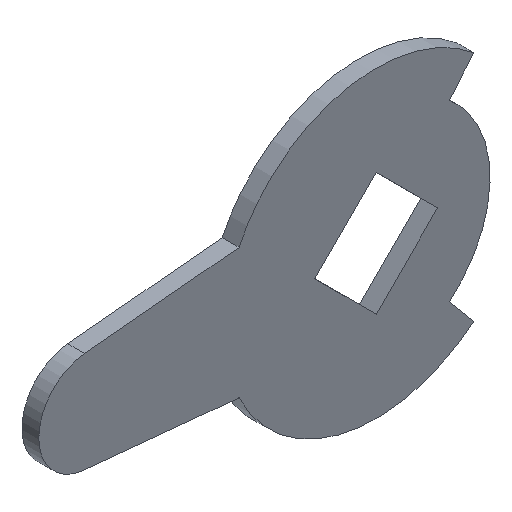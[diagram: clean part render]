
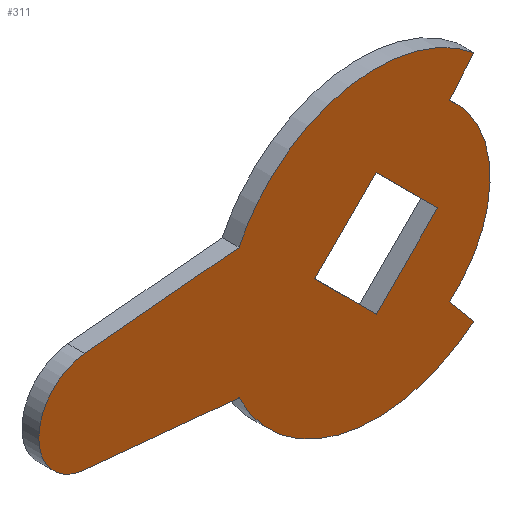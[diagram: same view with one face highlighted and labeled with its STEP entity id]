
A CAD part, isometric view. The second image highlights one B-rep face of the part: STEP entity #311.
In plain terms, the highlighted free-form (B-spline) face has degree [1, 1] with [2, 2] control points.
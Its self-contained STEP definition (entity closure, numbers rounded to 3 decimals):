
#178=CARTESIAN_POINT('',(-42.673,-2.0,19.79));
#179=CARTESIAN_POINT('',(16.172,-2.0,19.79));
#180=CARTESIAN_POINT('',(-42.673,-2.0,-19.79));
#181=CARTESIAN_POINT('',(16.172,-2.0,-19.79));
#182=B_SPLINE_SURFACE_WITH_KNOTS('',1,1,((#178,#180),(#179,#181)),.UNSPECIFIED.,.F.,.F.,.U.,(2,2),(2,2),(0.0,58.845),(0.0,39.58),.UNSPECIFIED.);
#183=CARTESIAN_POINT('',(-16.259,-2.0,7.722));
#184=VERTEX_POINT('',#183);
#185=CARTESIAN_POINT('',(-34.571,-2.0,5.973));
#186=VERTEX_POINT('',#185);
#187=CARTESIAN_POINT('',(-16.259,-2.0,7.722));
#188=CARTESIAN_POINT('',(-34.571,-2.0,5.973));
#189=QUASI_UNIFORM_CURVE('',1,(#187,#188),.UNSPECIFIED.,.F.,.U.);
#190=EDGE_CURVE('',#184,#186,#189,.T.);
#191=ORIENTED_EDGE('',*,*,#190,.T.);
#192=CARTESIAN_POINT('',(-34.571,-2.0,-5.973));
#193=VERTEX_POINT('',#192);
#194=CARTESIAN_POINT('',(-34.571,-2.0,5.973));
#195=CARTESIAN_POINT('',(-40.,-2.,5.454));
#196=CARTESIAN_POINT('',(-40.,-2.0,0.));
#197=CARTESIAN_POINT('',(-40.,-2.,-5.454));
#198=CARTESIAN_POINT('',(-34.571,-2.0,-5.973));
#206=(BOUNDED_CURVE()B_SPLINE_CURVE(2,(#194,#195,#196,#197,#198),.UNSPECIFIED.,.F.,.U.)B_SPLINE_CURVE_WITH_KNOTS((3,2,3),(0.0,0.5,1.0),.UNSPECIFIED.)CURVE()GEOMETRIC_REPRESENTATION_ITEM()RATIONAL_B_SPLINE_CURVE((1.0,0.74,1.0,0.74,1.0))REPRESENTATION_ITEM(''));
#207=EDGE_CURVE('',#186,#193,#206,.T.);
#208=ORIENTED_EDGE('',*,*,#207,.T.);
#209=CARTESIAN_POINT('',(-16.259,-2.0,-7.722));
#210=VERTEX_POINT('',#209);
#211=CARTESIAN_POINT('',(-34.571,-2.0,-5.973));
#212=CARTESIAN_POINT('',(-16.259,-2.0,-7.722));
#213=QUASI_UNIFORM_CURVE('',1,(#211,#212),.UNSPECIFIED.,.F.,.U.);
#214=EDGE_CURVE('',#193,#210,#213,.T.);
#215=ORIENTED_EDGE('',*,*,#214,.T.);
#216=CARTESIAN_POINT('',(11.57,-2.0,-13.789));
#217=VERTEX_POINT('',#216);
#218=CARTESIAN_POINT('',(-16.259,-2.0,-7.722));
#219=CARTESIAN_POINT('',(-12.468,-2.,-15.705));
#220=CARTESIAN_POINT('',(-3.834,-2.0,-17.587));
#221=CARTESIAN_POINT('',(4.801,-2.,-19.469));
#222=CARTESIAN_POINT('',(11.57,-2.0,-13.789));
#230=(BOUNDED_CURVE()B_SPLINE_CURVE(2,(#218,#219,#220,#221,#222),.UNSPECIFIED.,.F.,.U.)B_SPLINE_CURVE_WITH_KNOTS((3,2,3),(0.0,0.5,1.0),.UNSPECIFIED.)CURVE()GEOMETRIC_REPRESENTATION_ITEM()RATIONAL_B_SPLINE_CURVE((1.0,0.898,1.0,0.898,1.0))REPRESENTATION_ITEM(''));
#231=EDGE_CURVE('',#210,#217,#230,.T.);
#232=ORIENTED_EDGE('',*,*,#231,.T.);
#233=CARTESIAN_POINT('',(8.678,-2.0,-10.342));
#234=VERTEX_POINT('',#233);
#235=CARTESIAN_POINT('',(11.57,-2.0,-13.789));
#236=CARTESIAN_POINT('',(8.678,-2.0,-10.342));
#237=QUASI_UNIFORM_CURVE('',1,(#235,#236),.UNSPECIFIED.,.F.,.U.);
#238=EDGE_CURVE('',#217,#234,#237,.T.);
#239=ORIENTED_EDGE('',*,*,#238,.T.);
#240=CARTESIAN_POINT('',(8.678,-2.0,10.342));
#241=VERTEX_POINT('',#240);
#242=CARTESIAN_POINT('',(8.678,-2.0,-10.342));
#243=CARTESIAN_POINT('',(13.5,-2.,-6.295));
#244=CARTESIAN_POINT('',(13.5,-2.0,0.0));
#245=CARTESIAN_POINT('',(13.5,-2.,6.295));
#246=CARTESIAN_POINT('',(8.678,-2.0,10.342));
#254=(BOUNDED_CURVE()B_SPLINE_CURVE(2,(#242,#243,#244,#245,#246),.UNSPECIFIED.,.F.,.U.)B_SPLINE_CURVE_WITH_KNOTS((3,2,3),(0.0,0.5,1.0),.UNSPECIFIED.)CURVE()GEOMETRIC_REPRESENTATION_ITEM()RATIONAL_B_SPLINE_CURVE((1.0,0.906,1.0,0.906,1.0))REPRESENTATION_ITEM(''));
#255=EDGE_CURVE('',#234,#241,#254,.T.);
#256=ORIENTED_EDGE('',*,*,#255,.T.);
#257=CARTESIAN_POINT('',(11.57,-2.0,13.789));
#258=VERTEX_POINT('',#257);
#259=CARTESIAN_POINT('',(8.678,-2.0,10.342));
#260=CARTESIAN_POINT('',(11.57,-2.0,13.789));
#261=QUASI_UNIFORM_CURVE('',1,(#259,#260),.UNSPECIFIED.,.F.,.U.);
#262=EDGE_CURVE('',#241,#258,#261,.T.);
#263=ORIENTED_EDGE('',*,*,#262,.T.);
#264=CARTESIAN_POINT('',(11.57,-2.0,13.789));
#265=CARTESIAN_POINT('',(4.801,-2.,19.469));
#266=CARTESIAN_POINT('',(-3.834,-2.0,17.587));
#267=CARTESIAN_POINT('',(-12.468,-2.,15.705));
#268=CARTESIAN_POINT('',(-16.259,-2.0,7.722));
#276=(BOUNDED_CURVE()B_SPLINE_CURVE(2,(#264,#265,#266,#267,#268),.UNSPECIFIED.,.F.,.U.)B_SPLINE_CURVE_WITH_KNOTS((3,2,3),(0.0,0.5,1.0),.UNSPECIFIED.)CURVE()GEOMETRIC_REPRESENTATION_ITEM()RATIONAL_B_SPLINE_CURVE((1.0,0.898,1.0,0.898,1.0))REPRESENTATION_ITEM(''));
#277=EDGE_CURVE('',#258,#184,#276,.T.);
#278=ORIENTED_EDGE('',*,*,#277,.T.);
#279=EDGE_LOOP('',(#191,#208,#215,#232,#239,#256,#263,#278));
#280=FACE_OUTER_BOUND('',#279,.T.);
#281=CARTESIAN_POINT('',(0.,-2.0,-7.283));
#282=VERTEX_POINT('',#281);
#283=CARTESIAN_POINT('',(-7.283,-2.0,0.0));
#284=VERTEX_POINT('',#283);
#285=CARTESIAN_POINT('',(0.,-2.0,-7.283));
#286=CARTESIAN_POINT('',(-7.283,-2.0,0.0));
#287=QUASI_UNIFORM_CURVE('',1,(#285,#286),.UNSPECIFIED.,.F.,.U.);
#288=EDGE_CURVE('',#282,#284,#287,.T.);
#289=ORIENTED_EDGE('',*,*,#288,.T.);
#290=CARTESIAN_POINT('',(0.,-2.0,7.283));
#291=VERTEX_POINT('',#290);
#292=CARTESIAN_POINT('',(-7.283,-2.0,0.0));
#293=CARTESIAN_POINT('',(0.,-2.0,7.283));
#294=QUASI_UNIFORM_CURVE('',1,(#292,#293),.UNSPECIFIED.,.F.,.U.);
#295=EDGE_CURVE('',#284,#291,#294,.T.);
#296=ORIENTED_EDGE('',*,*,#295,.T.);
#297=CARTESIAN_POINT('',(7.283,-2.0,0.0));
#298=VERTEX_POINT('',#297);
#299=CARTESIAN_POINT('',(0.,-2.0,7.283));
#300=CARTESIAN_POINT('',(7.283,-2.0,0.0));
#301=QUASI_UNIFORM_CURVE('',1,(#299,#300),.UNSPECIFIED.,.F.,.U.);
#302=EDGE_CURVE('',#291,#298,#301,.T.);
#303=ORIENTED_EDGE('',*,*,#302,.T.);
#304=CARTESIAN_POINT('',(7.283,-2.0,0.0));
#305=CARTESIAN_POINT('',(0.,-2.0,-7.283));
#306=QUASI_UNIFORM_CURVE('',1,(#304,#305),.UNSPECIFIED.,.F.,.U.);
#307=EDGE_CURVE('',#298,#282,#306,.T.);
#308=ORIENTED_EDGE('',*,*,#307,.T.);
#309=EDGE_LOOP('',(#289,#296,#303,#308));
#310=FACE_BOUND('',#309,.T.);
#311=ADVANCED_FACE('',(#280,#310),#182,.F.);
